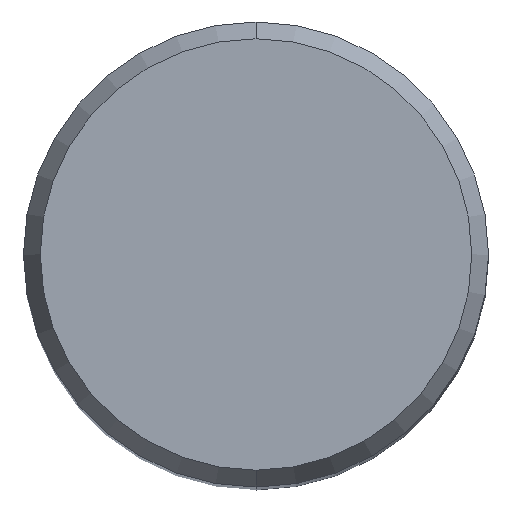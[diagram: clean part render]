
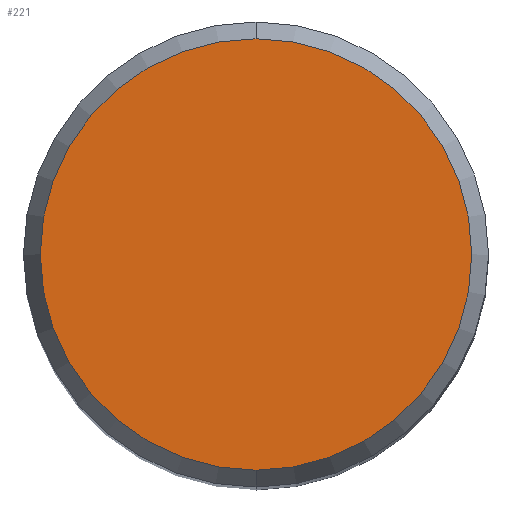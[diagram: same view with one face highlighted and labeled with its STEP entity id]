
A CAD part, top view. The second image highlights one B-rep face of the part: STEP entity #221.
In plain terms, the highlighted planar face has unit normal (0, 0, 1).
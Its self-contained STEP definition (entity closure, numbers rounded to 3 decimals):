
#129=EDGE_CURVE('',#273,#303,#333,.T.);
#173=EDGE_CURVE('',#303,#273,#383,.T.);
#221=ADVANCED_FACE('',(#437),#438,.T.);
#273=VERTEX_POINT('',#497);
#303=VERTEX_POINT('',#531);
#333=CIRCLE('',#555,5.892);
#383=CIRCLE('',#623,5.892);
#437=FACE_OUTER_BOUND('',#690,.T.);
#438=PLANE('',#691);
#497=CARTESIAN_POINT('',(0.,-5.892,0.01));
#531=CARTESIAN_POINT('',(0.0,5.892,0.01));
#555=AXIS2_PLACEMENT_3D('',#823,#824,#825);
#623=AXIS2_PLACEMENT_3D('',#889,#890,#891);
#690=EDGE_LOOP('',(#954,#955));
#691=AXIS2_PLACEMENT_3D('',#956,#957,#958);
#823=CARTESIAN_POINT('',(0.0,0.0,0.01));
#824=DIRECTION('',(0.0,0.0,-1.0));
#825=DIRECTION('',(0.0,1.0,0.0));
#889=CARTESIAN_POINT('',(0.0,0.0,0.01));
#890=DIRECTION('',(0.0,0.0,-1.0));
#891=DIRECTION('',(0.0,1.0,0.0));
#954=ORIENTED_EDGE('',*,*,#173,.F.);
#955=ORIENTED_EDGE('',*,*,#129,.F.);
#956=CARTESIAN_POINT('',(0.0,2.946,0.01));
#957=DIRECTION('',(-0.0,0.0,1.0));
#958=DIRECTION('',(0.0,-1.0,0.0));
